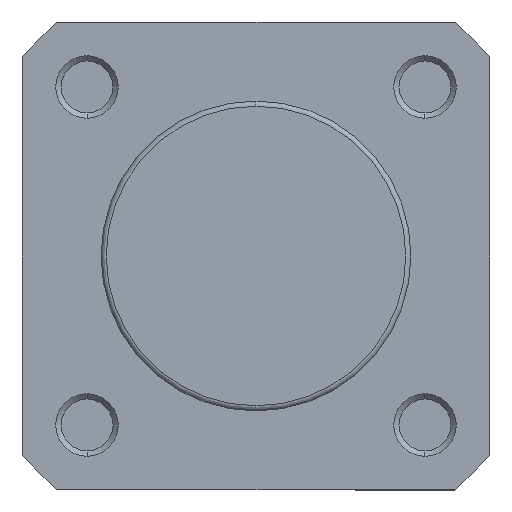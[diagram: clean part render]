
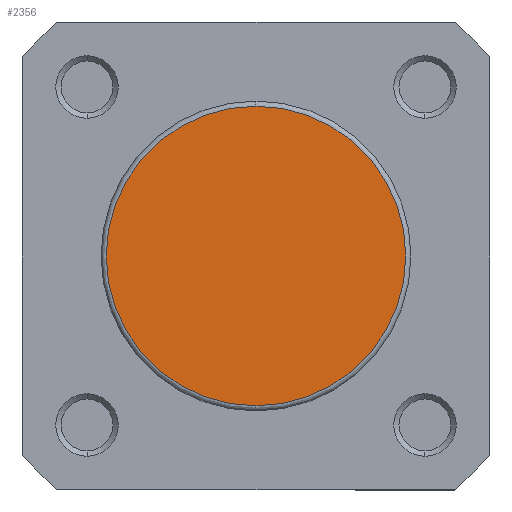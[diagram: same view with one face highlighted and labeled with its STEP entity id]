
A CAD part, left-side view. The second image highlights one B-rep face of the part: STEP entity #2356.
In plain terms, the highlighted planar face has unit normal (-1, 0, 0).
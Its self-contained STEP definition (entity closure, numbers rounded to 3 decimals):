
#253 = CARTESIAN_POINT ( 'NONE',  ( 0., 0., 0. ) ) ;
#254 = DIRECTION ( 'NONE',  ( -1., 0., 0. ) ) ;
#255 = DIRECTION ( 'NONE',  ( 0., 0., 1. ) ) ;
#1029 = ORIENTED_EDGE ( 'NONE', *, *, #5155, .T. ) ;
#1041 = ORIENTED_EDGE ( 'NONE', *, *, #4211, .T. ) ;
#1124 = FACE_OUTER_BOUND ( 'NONE', #4581, .T. ) ;
#1575 = CIRCLE ( 'NONE', #5549, 14.4 ) ;
#1662 = VERTEX_POINT ( 'NONE', #1964 ) ;
#1690 = VERTEX_POINT ( 'NONE', #1996 ) ;
#1964 = CARTESIAN_POINT ( 'NONE',  ( 0., 0., 14.4 ) ) ;
#1996 = CARTESIAN_POINT ( 'NONE',  ( 0., 0., -14.4 ) ) ;
#2264 = AXIS2_PLACEMENT_3D ( 'NONE', #3731, #3732, #3733 ) ;
#2356 = ADVANCED_FACE ( 'NONE', ( #1124 ), #5725, .T. ) ;
#2939 = CIRCLE ( 'NONE', #2264, 14.4 ) ;
#3731 = CARTESIAN_POINT ( 'NONE',  ( 0., 0., 0. ) ) ;
#3732 = DIRECTION ( 'NONE',  ( -1., 0., 0. ) ) ;
#3733 = DIRECTION ( 'NONE',  ( 0., 0., 1. ) ) ;
#4211 = EDGE_CURVE ( 'NONE', #1662, #1690, #1575, .T. ) ;
#4581 = EDGE_LOOP ( 'NONE', ( #1041, #1029 ) ) ;
#5155 = EDGE_CURVE ( 'NONE', #1690, #1662, #2939, .T. ) ;
#5300 = AXIS2_PLACEMENT_3D ( 'NONE', #5724, #5726, #5727 ) ;
#5549 = AXIS2_PLACEMENT_3D ( 'NONE', #253, #254, #255 ) ;
#5724 = CARTESIAN_POINT ( 'NONE',  ( 0., -14.9, 0. ) ) ;
#5725 = PLANE ( 'NONE',  #5300 ) ;
#5726 = DIRECTION ( 'NONE',  ( -1., 0., 0. ) ) ;
#5727 = DIRECTION ( 'NONE',  ( 0., 0., 1. ) ) ;
